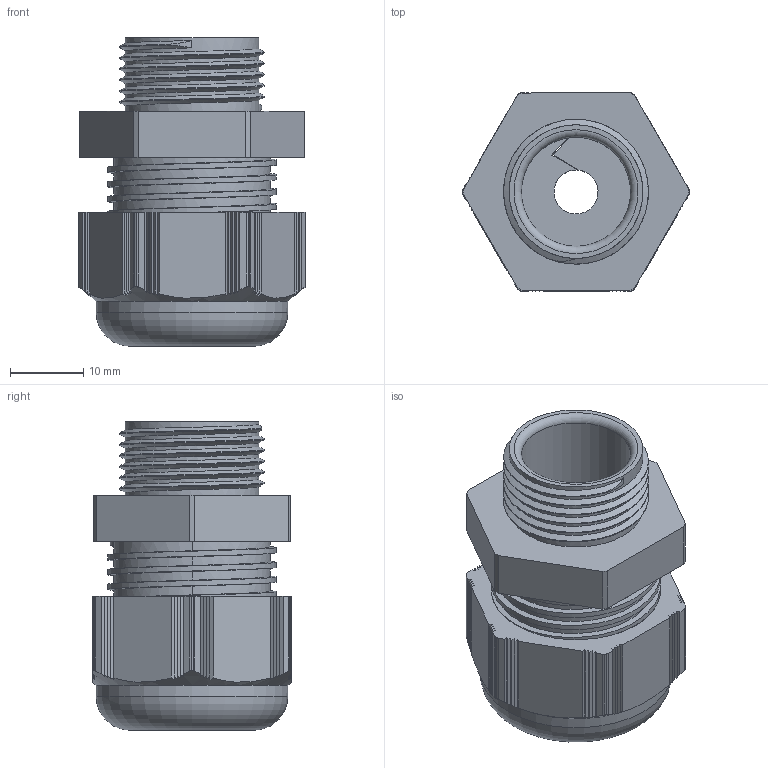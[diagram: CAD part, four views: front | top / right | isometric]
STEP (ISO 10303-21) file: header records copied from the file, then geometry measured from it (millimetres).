
FILE_DESCRIPTION(/* description */ ('Euro-Top Connect M20 '),/* implementation_level */ '2;1');
FILE_NAME(/* name */ '13580522-RST.stp',/* time_stamp */ '2022-01-31T15:10:58+01:00',/* author */ ('sl'),/* organization */ (''),/* preprocessor_version */ 'ST-DEVELOPER v16.5',/* originating_system */ 'Autodesk Inventor 2017',/* authorisation */ '');
FILE_SCHEMA (('AUTOMOTIVE_DESIGN { 1 0 10303 214 3 1 1 }'));
Length unit declared in the file: millimetre
Products named in the file (4): 13580522; Dichteinsatz-02-BT-0001-05616600; 13080522; 13080522_1
Assembly tree (3 placements, depth 2):
  13580522
    Dichteinsatz-02-BT-0001-05616600
    13080522
    13080522_1
Bounding box: 30.88 x 27.02 x 41.97 mm (x, y, z)
Volume: 13294.5 mm3; surface area: 12221.7 mm2
Topology: 3 solids, 3 shells, 308 faces, 884 edges, 585 vertices
Faces by surface type: plane 190, cylinder 81, torus 22, bspline 12, cone 3
Full cylindrical faces by diameter (mm): 14.36 x1, 14.87 x1, 17.92 x1, 18.188 x6, 20.68 x1, 21.28 x6, 21.3 x5, 23 x5, 26.1 x1
Entity records: 13618 total; most frequent: CARTESIAN_POINT 5886, ORIENTED_EDGE 1596, DIRECTION 1503, EDGE_CURVE 798, AXIS2_PLACEMENT_3D 543, VERTEX_POINT 537, LINE 417, VECTOR 417
